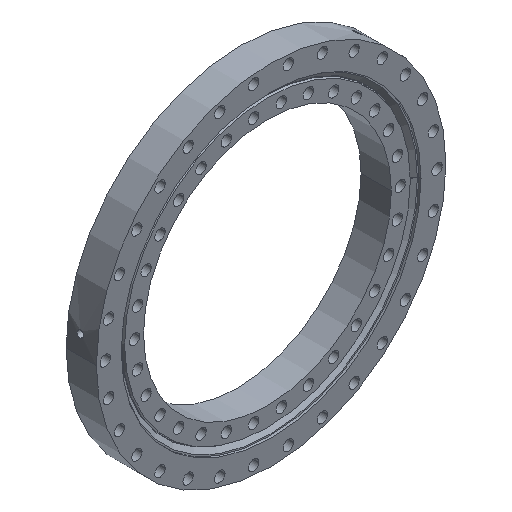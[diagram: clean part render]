
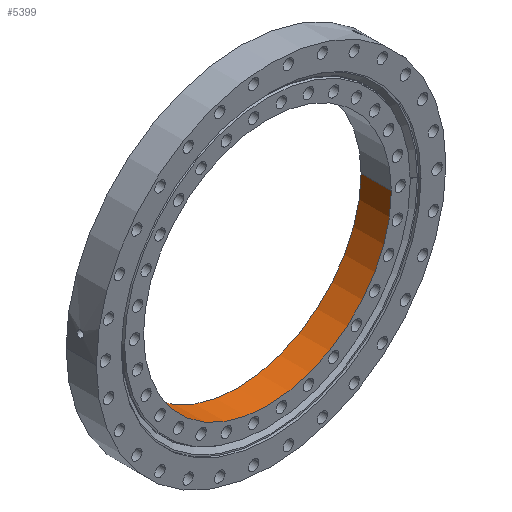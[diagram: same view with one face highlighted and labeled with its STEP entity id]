
A CAD part, isometric view. The second image highlights one B-rep face of the part: STEP entity #5399.
In plain terms, the highlighted cylindrical face has radius 168 mm (diameter 336 mm), a partial arc.
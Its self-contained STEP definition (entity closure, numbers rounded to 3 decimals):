
#419 = DIRECTION ( 'NONE',  ( -1., 0., 0. ) ) ;
#797 = VERTEX_POINT ( 'NONE', #4427 ) ;
#1117 = CYLINDRICAL_SURFACE ( 'NONE', #4356, 168. ) ;
#1170 = VERTEX_POINT ( 'NONE', #7066 ) ;
#1180 = DIRECTION ( 'NONE',  ( 0., 1., 0. ) ) ;
#1207 = CARTESIAN_POINT ( 'NONE',  ( -168., -18., 0. ) ) ;
#1238 = CARTESIAN_POINT ( 'NONE',  ( 0., 31.029, 0. ) ) ;
#1377 = CARTESIAN_POINT ( 'NONE',  ( 168., 23., 0. ) ) ;
#1526 = DIRECTION ( 'NONE',  ( -1., 0., 0. ) ) ;
#1593 = DIRECTION ( 'NONE',  ( 0., 1., 0. ) ) ;
#1649 = CARTESIAN_POINT ( 'NONE',  ( 0., -18., 0. ) ) ;
#1722 = CIRCLE ( 'NONE', #6875, 168. ) ;
#2042 = ORIENTED_EDGE ( 'NONE', *, *, #4896, .F. ) ;
#2108 = AXIS2_PLACEMENT_3D ( 'NONE', #6513, #5854, #5867 ) ;
#2299 = VERTEX_POINT ( 'NONE', #1207 ) ;
#2466 = ORIENTED_EDGE ( 'NONE', *, *, #3929, .T. ) ;
#3620 = VECTOR ( 'NONE', #4948, 1000. ) ;
#3689 = LINE ( 'NONE', #4987, #3620 ) ;
#3929 = EDGE_CURVE ( 'NONE', #797, #4908, #3689, .T. ) ;
#4356 = AXIS2_PLACEMENT_3D ( 'NONE', #1238, #1180, #419 ) ;
#4427 = CARTESIAN_POINT ( 'NONE',  ( 168., -18., 0. ) ) ;
#4741 = ORIENTED_EDGE ( 'NONE', *, *, #5838, .T. ) ;
#4763 = CIRCLE ( 'NONE', #2108, 168. ) ;
#4896 = EDGE_CURVE ( 'NONE', #797, #2299, #1722, .T. ) ;
#4908 = VERTEX_POINT ( 'NONE', #1377 ) ;
#4948 = DIRECTION ( 'NONE',  ( 0., 1., 0. ) ) ;
#4987 = CARTESIAN_POINT ( 'NONE',  ( 168., 31.029, 0. ) ) ;
#5399 = ADVANCED_FACE ( 'NONE', ( #6892 ), #1117, .F. ) ;
#5838 = EDGE_CURVE ( 'NONE', #4908, #1170, #4763, .T. ) ;
#5854 = DIRECTION ( 'NONE',  ( 0., 1., 0. ) ) ;
#5867 = DIRECTION ( 'NONE',  ( -1., 0., 0. ) ) ;
#6056 = ORIENTED_EDGE ( 'NONE', *, *, #6544, .F. ) ;
#6232 = CARTESIAN_POINT ( 'NONE',  ( -168., 31.029, 0. ) ) ;
#6243 = DIRECTION ( 'NONE',  ( 0., 1., 0. ) ) ;
#6513 = CARTESIAN_POINT ( 'NONE',  ( 0., 23., 0. ) ) ;
#6544 = EDGE_CURVE ( 'NONE', #2299, #1170, #7202, .T. ) ;
#6825 = EDGE_LOOP ( 'NONE', ( #2042, #2466, #4741, #6056 ) ) ;
#6875 = AXIS2_PLACEMENT_3D ( 'NONE', #1649, #1593, #1526 ) ;
#6892 = FACE_OUTER_BOUND ( 'NONE', #6825, .T. ) ;
#7030 = VECTOR ( 'NONE', #6243, 1000. ) ;
#7066 = CARTESIAN_POINT ( 'NONE',  ( -168., 23., 0. ) ) ;
#7202 = LINE ( 'NONE', #6232, #7030 ) ;
